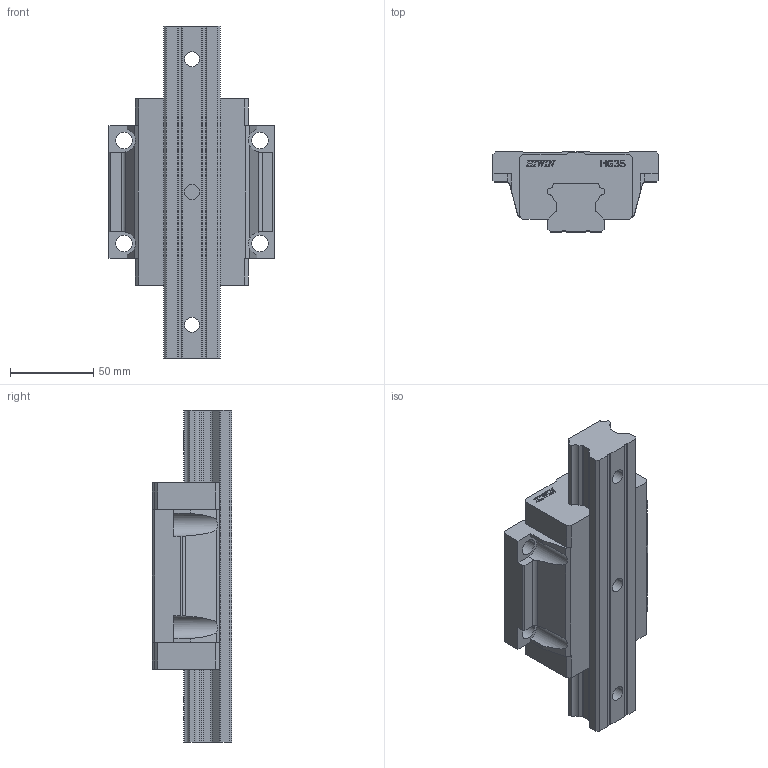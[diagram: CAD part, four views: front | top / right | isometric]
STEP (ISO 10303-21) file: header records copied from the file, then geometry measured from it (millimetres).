
FILE_DESCRIPTION((''),'2;1');
FILE_NAME('HGW35_ASM','2006-08-23T',('lansro'),(''),'PRO/ENGINEER BY PARAMETRIC TECHNOLOGY CORPORATION, 2004360','PRO/ENGINEER BY PARAMETRIC TECHNOLOGY CORPORATION, 2004360','');
FILE_SCHEMA(('CONFIG_CONTROL_DESIGN'));
Length unit declared in the file: millimetre
Products named in the file (3): HGW35; HGR35; HGW35_ASM
Assembly tree (2 placements, depth 2):
  HGW35_ASM
    HGW35
    HGR35
Bounding box: 100 x 48 x 200 mm (x, y, z)
Volume: 444729.8 mm3; surface area: 71326.6 mm2
Topology: 2 solids, 2 shells, 452 faces, 1308 edges, 872 vertices
Faces by surface type: plane 348, extrusion 60, cylinder 44
Entity records: 15098 total; most frequent: CARTESIAN_POINT 3250, ORIENTED_EDGE 2616, DIRECTION 2110, EDGE_CURVE 1308, VECTOR 1148, LINE 1088, VERTEX_POINT 872, AXIS2_PLACEMENT_3D 481
